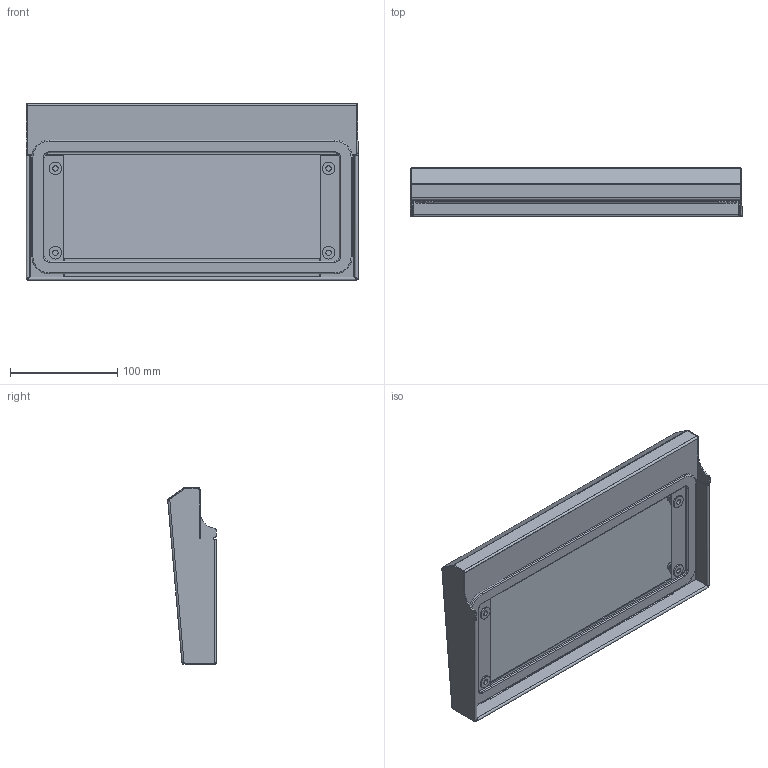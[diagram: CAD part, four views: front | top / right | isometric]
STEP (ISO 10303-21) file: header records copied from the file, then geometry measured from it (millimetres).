
FILE_DESCRIPTION (( 'STEP AP214' ), '1' );
FILE_NAME ('岓臍 240.07.00-30.15捘.STEP', '2024-01-26T08:07:39', ( '' ), ( '' ), 'SwSTEP 2.0', 'SolidWorks 2022', '' );
FILE_SCHEMA (( 'AUTOMOTIVE_DESIGN' ));
Length unit declared in the file: millimetre
Products named in the file (4): Уплотнитель козырька ЩМП КИВА 240.07.00_300х150; Заклёпка резьбовая_Заклёпка резьбовая М6; КИВА 240.07.00-30.15СБ; КИВА 240.07.01-30.15_-30.15 (300х150)
Assembly tree (6 placements, depth 2):
  КИВА 240.07.00-30.15СБ
    КИВА 240.07.01-30.15_-30.15 (300х150)
    Заклёпка резьбовая_Заклёпка резьбовая М6  x4
    Уплотнитель козырька ЩМП КИВА 240.07.00_300х150
Bounding box: 310 x 45.39 x 165 mm (x, y, z)
Volume: 142815.6 mm3; surface area: 252217.3 mm2
Topology: 6 solids, 6 shells, 254 faces, 572 edges, 344 vertices
Faces by surface type: plane 132, cylinder 84, torus 24, cone 8, bspline 6
Entity records: 6332 total; most frequent: CARTESIAN_POINT 1488, DIRECTION 1008, ORIENTED_EDGE 940, EDGE_CURVE 470, AXIS2_PLACEMENT_3D 356, VECTOR 296, LINE 296, VERTEX_POINT 278
